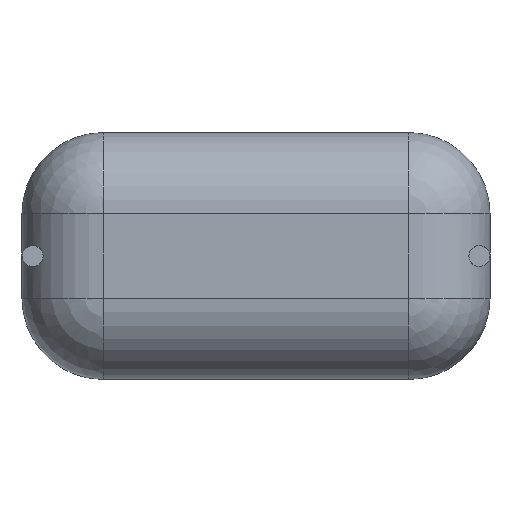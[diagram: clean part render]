
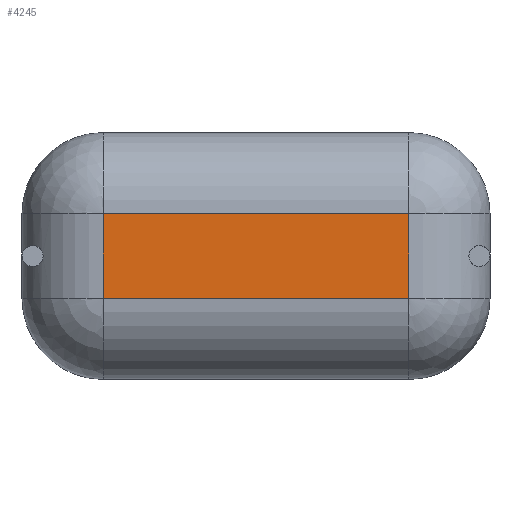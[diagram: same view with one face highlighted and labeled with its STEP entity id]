
A CAD part, front view. The second image highlights one B-rep face of the part: STEP entity #4245.
In plain terms, the highlighted planar face has unit normal (0, -1, 0).
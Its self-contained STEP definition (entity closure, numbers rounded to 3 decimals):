
#26 = DIRECTION ( 'NONE',  ( 0., 0., 1. ) ) ;
#98 = EDGE_LOOP ( 'NONE', ( #1489, #110, #6729, #1399 ) ) ;
#110 = ORIENTED_EDGE ( 'NONE', *, *, #7233, .T. ) ;
#405 = LINE ( 'NONE', #6538, #14702 ) ;
#1164 = EDGE_CURVE ( 'NONE', #9410, #10357, #10566, .T. ) ;
#1399 = ORIENTED_EDGE ( 'NONE', *, *, #9509, .T. ) ;
#1420 = LINE ( 'NONE', #8439, #4231 ) ;
#1489 = ORIENTED_EDGE ( 'NONE', *, *, #1164, .T. ) ;
#2025 = EDGE_CURVE ( 'NONE', #2204, #5450, #4578, .T. ) ;
#2053 = CARTESIAN_POINT ( 'NONE',  ( 9., -7.5, -1.625 ) ) ;
#2204 = VERTEX_POINT ( 'NONE', #3385 ) ;
#3385 = CARTESIAN_POINT ( 'NONE',  ( 5.875, -7.5, -1.625 ) ) ;
#4086 = VECTOR ( 'NONE', #11806, 1000. ) ;
#4231 = VECTOR ( 'NONE', #26, 1000. ) ;
#4245 = ADVANCED_FACE ( 'NONE', ( #5750 ), #14275, .F. ) ;
#4564 = CARTESIAN_POINT ( 'NONE',  ( 9., -7.5, 1.625 ) ) ;
#4578 = LINE ( 'NONE', #2053, #4086 ) ;
#4893 = CARTESIAN_POINT ( 'NONE',  ( -5.875, -7.5, -1.625 ) ) ;
#5450 = VERTEX_POINT ( 'NONE', #4893 ) ;
#5750 = FACE_OUTER_BOUND ( 'NONE', #98, .T. ) ;
#6538 = CARTESIAN_POINT ( 'NONE',  ( -5.875, -7.5, 1.625 ) ) ;
#6729 = ORIENTED_EDGE ( 'NONE', *, *, #2025, .F. ) ;
#7233 = EDGE_CURVE ( 'NONE', #10357, #5450, #405, .T. ) ;
#7340 = VECTOR ( 'NONE', #10042, 1000. ) ;
#8439 = CARTESIAN_POINT ( 'NONE',  ( 5.875, -7.5, 1.625 ) ) ;
#8987 = DIRECTION ( 'NONE',  ( 0., 0., -1. ) ) ;
#9233 = DIRECTION ( 'NONE',  ( 0., 1., 0. ) ) ;
#9382 = DIRECTION ( 'NONE',  ( 0., 0., 1. ) ) ;
#9410 = VERTEX_POINT ( 'NONE', #9859 ) ;
#9509 = EDGE_CURVE ( 'NONE', #2204, #9410, #1420, .T. ) ;
#9789 = CARTESIAN_POINT ( 'NONE',  ( -5.875, -7.5, 1.625 ) ) ;
#9859 = CARTESIAN_POINT ( 'NONE',  ( 5.875, -7.5, 1.625 ) ) ;
#10042 = DIRECTION ( 'NONE',  ( -1., 0., 0. ) ) ;
#10357 = VERTEX_POINT ( 'NONE', #9789 ) ;
#10566 = LINE ( 'NONE', #13771, #7340 ) ;
#10910 = AXIS2_PLACEMENT_3D ( 'NONE', #4564, #9233, #9382 ) ;
#11806 = DIRECTION ( 'NONE',  ( -1., 0., 0. ) ) ;
#13771 = CARTESIAN_POINT ( 'NONE',  ( 9., -7.5, 1.625 ) ) ;
#14275 = PLANE ( 'NONE',  #10910 ) ;
#14702 = VECTOR ( 'NONE', #8987, 1000. ) ;
